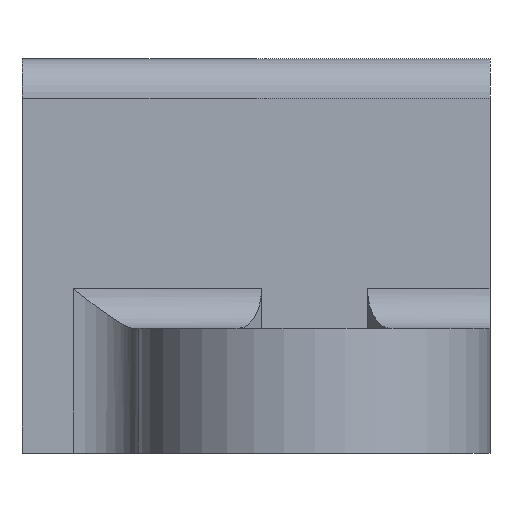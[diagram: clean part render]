
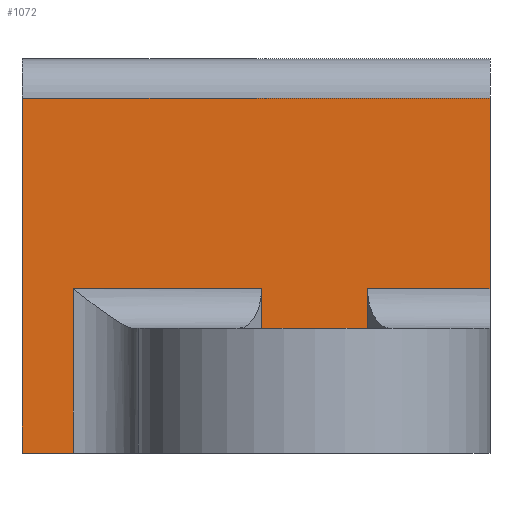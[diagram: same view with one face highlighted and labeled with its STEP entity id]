
A CAD part, front view. The second image highlights one B-rep face of the part: STEP entity #1072.
In plain terms, the highlighted planar face has unit normal (0, -1, 0).
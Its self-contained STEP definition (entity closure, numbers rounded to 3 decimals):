
#44=PLANE('',#1173);
#96=FACE_OUTER_BOUND('',#152,.T.);
#152=EDGE_LOOP('',(#885,#886,#887,#888,#889,#890,#891,#892,#893,#894));
#178=LINE('',#1497,#306);
#182=LINE('',#1506,#310);
#211=LINE('',#1595,#339);
#219=LINE('',#1628,#347);
#231=LINE('',#1662,#359);
#237=LINE('',#1672,#365);
#244=LINE('',#1691,#372);
#249=LINE('',#1705,#377);
#250=LINE('',#1708,#378);
#251=LINE('',#1709,#379);
#306=VECTOR('',#1207,10.);
#310=VECTOR('',#1215,10.);
#339=VECTOR('',#1278,10.);
#347=VECTOR('',#1296,10.);
#359=VECTOR('',#1324,10.);
#365=VECTOR('',#1338,10.);
#372=VECTOR('',#1365,10.);
#377=VECTOR('',#1382,10.);
#378=VECTOR('',#1385,10.);
#379=VECTOR('',#1386,10.);
#455=VERTEX_POINT('',#1490);
#458=VERTEX_POINT('',#1495);
#461=VERTEX_POINT('',#1505);
#493=VERTEX_POINT('',#1591);
#503=VERTEX_POINT('',#1615);
#504=VERTEX_POINT('',#1626);
#517=VERTEX_POINT('',#1659);
#518=VERTEX_POINT('',#1661);
#523=VERTEX_POINT('',#1703);
#524=VERTEX_POINT('',#1707);
#562=EDGE_CURVE('',#458,#455,#178,.T.);
#566=EDGE_CURVE('',#461,#455,#182,.T.);
#607=EDGE_CURVE('',#461,#493,#211,.T.);
#619=EDGE_CURVE('',#504,#503,#219,.T.);
#635=EDGE_CURVE('',#518,#517,#231,.T.);
#641=EDGE_CURVE('',#517,#493,#237,.T.);
#650=EDGE_CURVE('',#504,#518,#244,.T.);
#657=EDGE_CURVE('',#503,#523,#249,.T.);
#658=EDGE_CURVE('',#524,#458,#250,.T.);
#659=EDGE_CURVE('',#523,#524,#251,.T.);
#885=ORIENTED_EDGE('',*,*,#562,.F.);
#886=ORIENTED_EDGE('',*,*,#658,.F.);
#887=ORIENTED_EDGE('',*,*,#659,.F.);
#888=ORIENTED_EDGE('',*,*,#657,.F.);
#889=ORIENTED_EDGE('',*,*,#619,.F.);
#890=ORIENTED_EDGE('',*,*,#650,.T.);
#891=ORIENTED_EDGE('',*,*,#635,.T.);
#892=ORIENTED_EDGE('',*,*,#641,.T.);
#893=ORIENTED_EDGE('',*,*,#607,.F.);
#894=ORIENTED_EDGE('',*,*,#566,.T.);
#1072=ADVANCED_FACE('',(#96),#44,.F.);
#1173=AXIS2_PLACEMENT_3D('',#1706,#1383,#1384);
#1207=DIRECTION('',(1.,0.,0.));
#1215=DIRECTION('',(0.,0.,1.));
#1278=DIRECTION('',(-1.,0.,0.));
#1296=DIRECTION('',(-1.,0.,0.));
#1324=DIRECTION('',(1.,0.,0.));
#1338=DIRECTION('',(0.,0.,1.));
#1365=DIRECTION('',(0.,0.,-1.));
#1382=DIRECTION('',(0.,0.,-1.));
#1383=DIRECTION('center_axis',(0.,1.,0.));
#1384=DIRECTION('ref_axis',(0.,0.,1.));
#1385=DIRECTION('',(0.,0.,1.));
#1386=DIRECTION('',(-1.,0.,0.));
#1490=CARTESIAN_POINT('',(-34.25,-14.,10.8));
#1495=CARTESIAN_POINT('',(-48.5,-14.,10.8));
#1497=CARTESIAN_POINT('',(-48.5,-14.,10.8));
#1505=CARTESIAN_POINT('',(-34.25,-14.,5.));
#1506=CARTESIAN_POINT('',(-34.25,-14.,9.));
#1591=CARTESIAN_POINT('',(-37.977,-14.,5.));
#1595=CARTESIAN_POINT('',(-44.547,-14.,5.));
#1615=CARTESIAN_POINT('',(-46.938,-14.,5.));
#1626=CARTESIAN_POINT('',(-41.21,-14.,5.));
#1628=CARTESIAN_POINT('',(-44.547,-14.,5.));
#1659=CARTESIAN_POINT('',(-37.977,-14.,1.8));
#1661=CARTESIAN_POINT('',(-41.21,-14.,1.8));
#1662=CARTESIAN_POINT('',(-44.047,-14.,1.8));
#1672=CARTESIAN_POINT('',(-37.977,-14.,0.));
#1691=CARTESIAN_POINT('',(-41.21,-14.,0.));
#1703=CARTESIAN_POINT('',(-46.938,-14.,0.));
#1705=CARTESIAN_POINT('',(-46.938,-14.,0.));
#1706=CARTESIAN_POINT('Origin',(-48.5,-14.,0.));
#1707=CARTESIAN_POINT('',(-48.5,-14.,0.));
#1708=CARTESIAN_POINT('',(-48.5,-14.,-1.55));
#1709=CARTESIAN_POINT('',(-45.938,-14.,0.));
